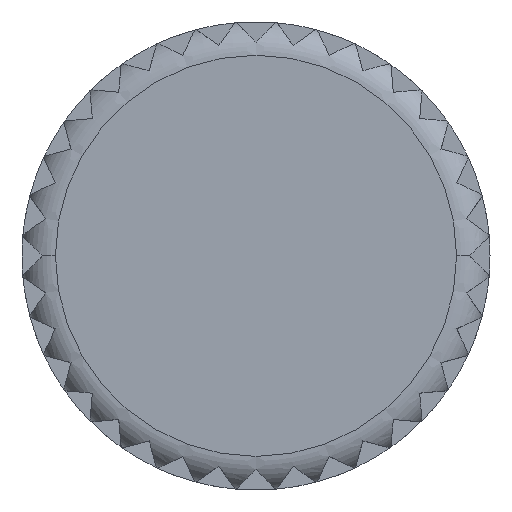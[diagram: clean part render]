
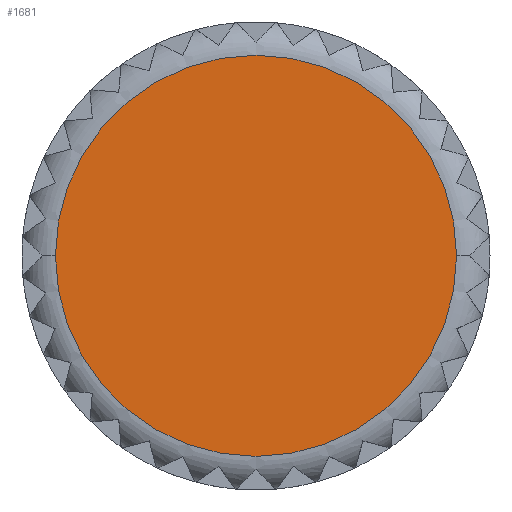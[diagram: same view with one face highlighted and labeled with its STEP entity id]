
A CAD part, top view. The second image highlights one B-rep face of the part: STEP entity #1681.
In plain terms, the highlighted planar face has unit normal (0, 0, 1).
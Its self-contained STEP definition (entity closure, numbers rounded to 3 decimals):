
#1681=ADVANCED_FACE('',(#3402),#3403,.T.);
#1809=EDGE_CURVE('',#2385,#2017,#3543,.T.);
#2017=VERTEX_POINT('',#3771);
#2359=EDGE_CURVE('',#2017,#2385,#4152,.T.);
#2385=VERTEX_POINT('',#4180);
#3402=FACE_OUTER_BOUND('',#6202,.T.);
#3403=PLANE('',#6203);
#3543=CIRCLE('',#6444,9.0);
#3771=CARTESIAN_POINT('',(9.0,0.,23.0));
#4152=CIRCLE('',#7615,9.0);
#4180=CARTESIAN_POINT('',(-9.0,0.,23.0));
#6202=EDGE_LOOP('',(#8950,#8951));
#6203=AXIS2_PLACEMENT_3D('',#8952,#8953,#8954);
#6444=AXIS2_PLACEMENT_3D('',#9099,#9100,#9101);
#7615=AXIS2_PLACEMENT_3D('',#9702,#9703,#9704);
#8950=ORIENTED_EDGE('',*,*,#1809,.T.);
#8951=ORIENTED_EDGE('',*,*,#2359,.T.);
#8952=CARTESIAN_POINT('',(-4.5,0.,23.0));
#8953=DIRECTION('',(0.0,0.0,1.0));
#8954=DIRECTION('',(-1.0,0.,0.0));
#9099=CARTESIAN_POINT('',(0.0,0.,23.0));
#9100=DIRECTION('',(0.0,0.0,1.0));
#9101=DIRECTION('',(-1.0,0.,0.0));
#9702=CARTESIAN_POINT('',(0.0,0.,23.0));
#9703=DIRECTION('',(0.0,0.0,1.0));
#9704=DIRECTION('',(-1.0,0.,0.0));
